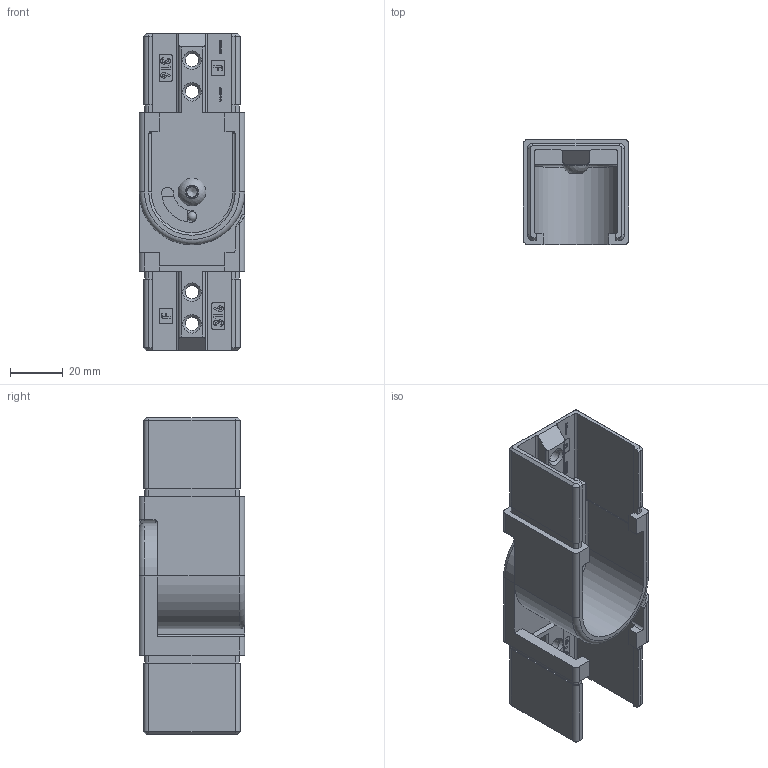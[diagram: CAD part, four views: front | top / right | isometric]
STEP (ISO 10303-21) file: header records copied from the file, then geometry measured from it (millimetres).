
FILE_DESCRIPTION (( 'STEP AP203' ), '1' );
FILE_NAME ('60342-V4A.STEP', '2020-04-27T11:48:00', ( '' ), ( '' ), 'SwSTEP 2.0', 'SolidWorks 2015', '' );
FILE_SCHEMA (( 'CONFIG_CONTROL_DESIGN' ));
Length unit declared in the file: millimetre
Products named in the file (8): 60342-V4A Teil2; 60342-V4A Teil1_60342-V4A Teil1; DIN 7380; 60342-V4A Teil2_60342-V4A Teil2; 60342-V4A; 60342-V4A Teil1; DIN 7380_DIN 7380 M6x8
Assembly tree (4 placements, depth 2):
  60342-V4A Teil2
  60342-V4A
    DIN 7380
  60342-V4A Teil1
  60342-V4A
    60342-V4A Teil1_60342-V4A Teil1
    60342-V4A Teil2_60342-V4A Teil2
    DIN 7380_DIN 7380 M6x8
Bounding box: 40 x 40 x 120 mm (x, y, z)
Volume: 52290.7 mm3; surface area: 34301.7 mm2
Topology: 3 solids, 3 shells, 629 faces, 1660 edges, 1079 vertices
Faces by surface type: plane 345, bspline 134, cylinder 104, cone 32, torus 10, sphere 4
Full cylindrical faces by diameter (mm): 3.5 x1, 5 x5, 6 x1, 8 x1, 9 x1, 10.5 x1, 32.8 x1
Entity records: 26964 total; most frequent: CARTESIAN_POINT 11619, ORIENTED_EDGE 3224, DIRECTION 2604, EDGE_CURVE 1612, VERTEX_POINT 1058, LINE 1054, VECTOR 1054, AXIS2_PLACEMENT_3D 775
